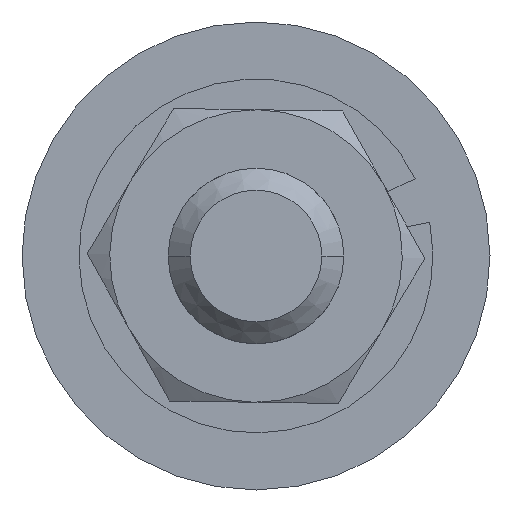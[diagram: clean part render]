
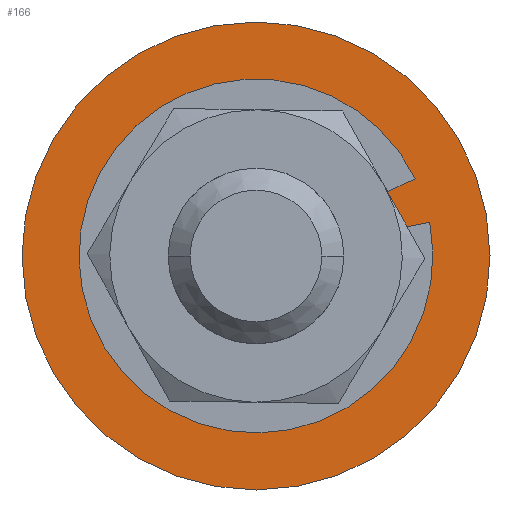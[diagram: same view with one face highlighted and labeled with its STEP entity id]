
A CAD part, front view. The second image highlights one B-rep face of the part: STEP entity #166.
In plain terms, the highlighted planar face has unit normal (0, -1, 0).
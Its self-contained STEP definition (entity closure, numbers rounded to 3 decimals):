
#166=ADVANCED_FACE('',(#307,#308),#309,.T.);
#307=FACE_OUTER_BOUND('',#793,.T.);
#308=FACE_BOUND('',#794,.T.);
#309=PLANE('',#795);
#793=EDGE_LOOP('',(#1318,#1319));
#794=EDGE_LOOP('',(#1320,#1321));
#795=AXIS2_PLACEMENT_3D('',#1322,#1323,#1324);
#1318=ORIENTED_EDGE('',*,*,#1510,.T.);
#1319=ORIENTED_EDGE('',*,*,#1506,.T.);
#1320=ORIENTED_EDGE('',*,*,#1502,.F.);
#1321=ORIENTED_EDGE('',*,*,#1511,.F.);
#1322=CARTESIAN_POINT('',(0.,6.7,0.));
#1323=DIRECTION('',(0.,-1.0,0.));
#1324=DIRECTION('',(-0.644,0.,0.765));
#1502=EDGE_CURVE('',#1767,#1768,#1769,.T.);
#1506=EDGE_CURVE('',#1775,#1776,#1777,.T.);
#1510=EDGE_CURVE('',#1776,#1775,#1783,.T.);
#1511=EDGE_CURVE('',#1768,#1767,#1784,.T.);
#1767=VERTEX_POINT('',#2889);
#1768=VERTEX_POINT('',#2890);
#1769=CIRCLE('',#2891,3.2);
#1775=VERTEX_POINT('',#2899);
#1776=VERTEX_POINT('',#2900);
#1777=CIRCLE('',#2901,8.0);
#1783=CIRCLE('',#2909,8.0);
#1784=CIRCLE('',#2910,3.2);
#2889=CARTESIAN_POINT('',(2.062,6.7,-2.447));
#2890=CARTESIAN_POINT('',(-2.062,6.7,2.447));
#2891=AXIS2_PLACEMENT_3D('',#3077,#3078,#3079);
#2899=CARTESIAN_POINT('',(-5.155,6.7,6.118));
#2900=CARTESIAN_POINT('',(5.155,6.7,-6.118));
#2901=AXIS2_PLACEMENT_3D('',#3085,#3086,#3087);
#2909=AXIS2_PLACEMENT_3D('',#3093,#3094,#3095);
#2910=AXIS2_PLACEMENT_3D('',#3096,#3097,#3098);
#3077=CARTESIAN_POINT('',(0.,6.7,0.));
#3078=DIRECTION('',(0.,-1.0,0.));
#3079=DIRECTION('',(-0.644,0.,0.765));
#3085=CARTESIAN_POINT('',(0.,6.7,0.));
#3086=DIRECTION('',(0.,-1.0,0.));
#3087=DIRECTION('',(-0.644,0.,0.765));
#3093=CARTESIAN_POINT('',(0.,6.7,0.));
#3094=DIRECTION('',(0.,-1.0,0.));
#3095=DIRECTION('',(-0.644,0.,0.765));
#3096=CARTESIAN_POINT('',(0.,6.7,0.));
#3097=DIRECTION('',(0.,-1.0,0.));
#3098=DIRECTION('',(-0.644,0.,0.765));
